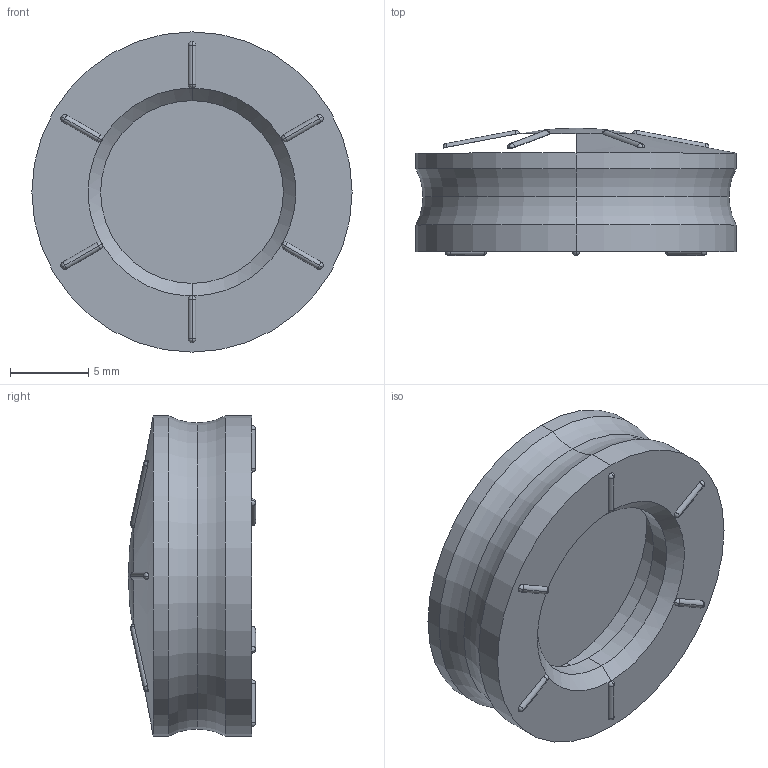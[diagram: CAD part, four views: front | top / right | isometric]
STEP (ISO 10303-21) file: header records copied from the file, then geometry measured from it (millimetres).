
FILE_DESCRIPTION (( 'STEP AP214' ), '1' );
FILE_NAME ('Braun_Kolbendichtaufsatz_20ml.STEP', '2018-11-26T11:30:42', ( '' ), ( '' ), 'SwSTEP 2.0', 'SolidWorks 2016', '' );
FILE_SCHEMA (( 'AUTOMOTIVE_DESIGN' ));
Length unit declared in the file: millimetre
Products named in the file (1): Braun_Kolbendichtaufsatz_20ml
Bounding box: 20.5 x 8.15 x 20.5 mm (x, y, z)
Volume: 1668.7 mm3; surface area: 1351.8 mm2
Topology: 1 solids, 1 shells, 143 faces, 381 edges, 191 vertices
Faces by surface type: sphere 60, cylinder 60, plane 15, torus 4, cone 4
Entity records: 3991 total; most frequent: CARTESIAN_POINT 862, DIRECTION 714, ORIENTED_EDGE 618, AXIS2_PLACEMENT_3D 319, EDGE_CURVE 309, CIRCLE 175, VERTEX_POINT 170, EDGE_LOOP 145
